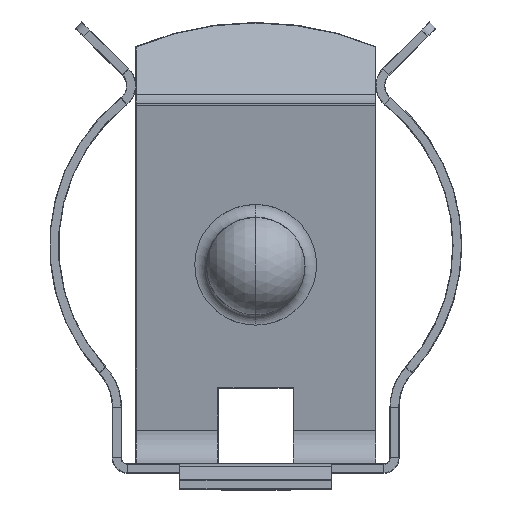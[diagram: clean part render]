
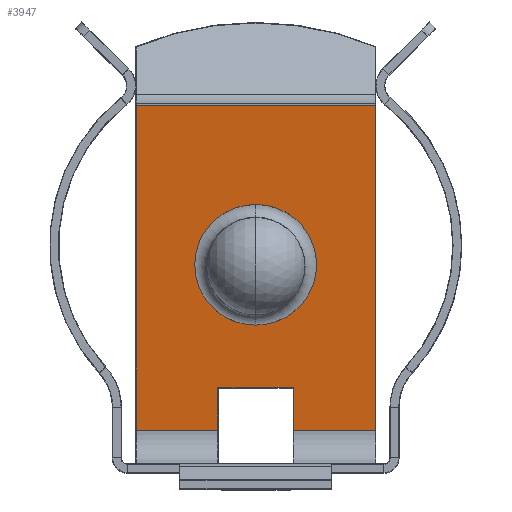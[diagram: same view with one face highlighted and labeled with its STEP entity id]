
A CAD part, top view. The second image highlights one B-rep face of the part: STEP entity #3947.
In plain terms, the highlighted planar face has unit normal (0, -0.139, 0.99).
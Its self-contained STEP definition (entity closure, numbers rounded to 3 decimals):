
#112 = CARTESIAN_POINT ( 'NONE',  ( -4., 1.989, -6.255 ) ) ;
#174 = ORIENTED_EDGE ( 'NONE', *, *, #5706, .T. ) ;
#267 = LINE ( 'NONE', #5856, #6466 ) ;
#302 = VERTEX_POINT ( 'NONE', #4261 ) ;
#506 = CARTESIAN_POINT ( 'NONE',  ( 0., 7.502, -5.48 ) ) ;
#572 = CARTESIAN_POINT ( 'NONE',  ( 4., 1.989, -6.255 ) ) ;
#580 = CARTESIAN_POINT ( 'NONE',  ( 0., 3.39, -6.058 ) ) ;
#672 = EDGE_LOOP ( 'NONE', ( #174, #2140 ) ) ;
#807 = LINE ( 'NONE', #580, #6177 ) ;
#831 = PLANE ( 'NONE',  #4622 ) ;
#978 = EDGE_CURVE ( 'NONE', #302, #4219, #3262, .T. ) ;
#1074 = ORIENTED_EDGE ( 'NONE', *, *, #6641, .T. ) ;
#1409 = LINE ( 'NONE', #572, #6122 ) ;
#1506 = ORIENTED_EDGE ( 'NONE', *, *, #3821, .F. ) ;
#1579 = VECTOR ( 'NONE', #2745, 1000. ) ;
#1621 = LINE ( 'NONE', #5225, #5033 ) ;
#1815 = VECTOR ( 'NONE', #2564, 1000. ) ;
#1897 = EDGE_CURVE ( 'NONE', #2243, #5021, #7130, .T. ) ;
#2002 = EDGE_CURVE ( 'NONE', #7497, #4876, #267, .T. ) ;
#2039 = DIRECTION ( 'NONE',  ( 0., -0.99, -0.139 ) ) ;
#2091 = CIRCLE ( 'NONE', #3949, 2.032 ) ;
#2140 = ORIENTED_EDGE ( 'NONE', *, *, #1897, .T. ) ;
#2165 = CARTESIAN_POINT ( 'NONE',  ( -1.25, 3.39, -6.058 ) ) ;
#2168 = DIRECTION ( 'NONE',  ( 0., 0.139, -0.99 ) ) ;
#2223 = VERTEX_POINT ( 'NONE', #3785 ) ;
#2243 = VERTEX_POINT ( 'NONE', #2942 ) ;
#2248 = CARTESIAN_POINT ( 'NONE',  ( 1.25, 3.39, -6.058 ) ) ;
#2564 = DIRECTION ( 'NONE',  ( -1., 0., 0. ) ) ;
#2617 = FACE_BOUND ( 'NONE', #672, .T. ) ;
#2745 = DIRECTION ( 'NONE',  ( 0., 0.99, 0.139 ) ) ;
#2747 = CARTESIAN_POINT ( 'NONE',  ( 0., 7.502, -5.48 ) ) ;
#2868 = DIRECTION ( 'NONE',  ( 0., 0.99, 0.139 ) ) ;
#2942 = CARTESIAN_POINT ( 'NONE',  ( 0., 9.515, -5.197 ) ) ;
#3202 = LINE ( 'NONE', #5164, #1579 ) ;
#3262 = LINE ( 'NONE', #6099, #6851 ) ;
#3785 = CARTESIAN_POINT ( 'NONE',  ( 4., 12.814, -4.733 ) ) ;
#3821 = EDGE_CURVE ( 'NONE', #6632, #7497, #1409, .T. ) ;
#3921 = ORIENTED_EDGE ( 'NONE', *, *, #4038, .T. ) ;
#3947 = ADVANCED_FACE ( 'NONE', ( #2617, #4699 ), #831, .T. ) ;
#3949 = AXIS2_PLACEMENT_3D ( 'NONE', #2747, #5707, #6356 ) ;
#3990 = CARTESIAN_POINT ( 'NONE',  ( 4., 1.989, -6.255 ) ) ;
#4033 = ORIENTED_EDGE ( 'NONE', *, *, #2002, .F. ) ;
#4038 = EDGE_CURVE ( 'NONE', #6632, #5641, #3202, .T. ) ;
#4045 = VERTEX_POINT ( 'NONE', #3990 ) ;
#4219 = VERTEX_POINT ( 'NONE', #2248 ) ;
#4261 = CARTESIAN_POINT ( 'NONE',  ( 1.25, 1.989, -6.255 ) ) ;
#4294 = DIRECTION ( 'NONE',  ( 0., 0.99, 0.139 ) ) ;
#4450 = EDGE_LOOP ( 'NONE', ( #1074, #7557, #4033, #1506, #3921, #6407, #4787, #5635 ) ) ;
#4622 = AXIS2_PLACEMENT_3D ( 'NONE', #7536, #5639, #2039 ) ;
#4699 = FACE_OUTER_BOUND ( 'NONE', #4450, .T. ) ;
#4750 = VECTOR ( 'NONE', #4919, 1000. ) ;
#4753 = DIRECTION ( 'NONE',  ( -1., 0., 0. ) ) ;
#4787 = ORIENTED_EDGE ( 'NONE', *, *, #978, .F. ) ;
#4812 = DIRECTION ( 'NONE',  ( -1., 0., 0. ) ) ;
#4876 = VERTEX_POINT ( 'NONE', #6626 ) ;
#4919 = DIRECTION ( 'NONE',  ( -1., 0., 0. ) ) ;
#4997 = CARTESIAN_POINT ( 'NONE',  ( 0., 5.49, -5.762 ) ) ;
#5021 = VERTEX_POINT ( 'NONE', #4997 ) ;
#5033 = VECTOR ( 'NONE', #2868, 1000. ) ;
#5164 = CARTESIAN_POINT ( 'NONE',  ( -1.25, -0.005, -6.535 ) ) ;
#5225 = CARTESIAN_POINT ( 'NONE',  ( 4., 0.901, -6.408 ) ) ;
#5246 = DIRECTION ( 'NONE',  ( 0., -0.99, -0.139 ) ) ;
#5493 = EDGE_CURVE ( 'NONE', #2223, #4876, #7713, .T. ) ;
#5496 = CARTESIAN_POINT ( 'NONE',  ( 4., 1.989, -6.255 ) ) ;
#5635 = ORIENTED_EDGE ( 'NONE', *, *, #6085, .F. ) ;
#5639 = DIRECTION ( 'NONE',  ( 0., -0.139, 0.99 ) ) ;
#5641 = VERTEX_POINT ( 'NONE', #2165 ) ;
#5649 = AXIS2_PLACEMENT_3D ( 'NONE', #506, #2168, #5246 ) ;
#5706 = EDGE_CURVE ( 'NONE', #5021, #2243, #2091, .T. ) ;
#5707 = DIRECTION ( 'NONE',  ( 0., 0.139, -0.99 ) ) ;
#5856 = CARTESIAN_POINT ( 'NONE',  ( -4., 0.901, -6.408 ) ) ;
#5937 = EDGE_CURVE ( 'NONE', #4219, #5641, #807, .T. ) ;
#6085 = EDGE_CURVE ( 'NONE', #4045, #302, #7032, .T. ) ;
#6099 = CARTESIAN_POINT ( 'NONE',  ( 1.25, -0.005, -6.535 ) ) ;
#6122 = VECTOR ( 'NONE', #4753, 1000. ) ;
#6177 = VECTOR ( 'NONE', #4812, 1000. ) ;
#6356 = DIRECTION ( 'NONE',  ( 0., -0.99, -0.139 ) ) ;
#6407 = ORIENTED_EDGE ( 'NONE', *, *, #5937, .F. ) ;
#6444 = CARTESIAN_POINT ( 'NONE',  ( -1.25, 1.989, -6.255 ) ) ;
#6466 = VECTOR ( 'NONE', #6473, 1000. ) ;
#6473 = DIRECTION ( 'NONE',  ( 0., 0.99, 0.139 ) ) ;
#6626 = CARTESIAN_POINT ( 'NONE',  ( -4., 12.814, -4.733 ) ) ;
#6632 = VERTEX_POINT ( 'NONE', #6444 ) ;
#6641 = EDGE_CURVE ( 'NONE', #4045, #2223, #1621, .T. ) ;
#6851 = VECTOR ( 'NONE', #4294, 1000. ) ;
#7032 = LINE ( 'NONE', #5496, #4750 ) ;
#7130 = CIRCLE ( 'NONE', #5649, 2.032 ) ;
#7495 = CARTESIAN_POINT ( 'NONE',  ( 4., 12.814, -4.733 ) ) ;
#7497 = VERTEX_POINT ( 'NONE', #112 ) ;
#7536 = CARTESIAN_POINT ( 'NONE',  ( 4., 0.901, -6.408 ) ) ;
#7557 = ORIENTED_EDGE ( 'NONE', *, *, #5493, .T. ) ;
#7713 = LINE ( 'NONE', #7495, #1815 ) ;
